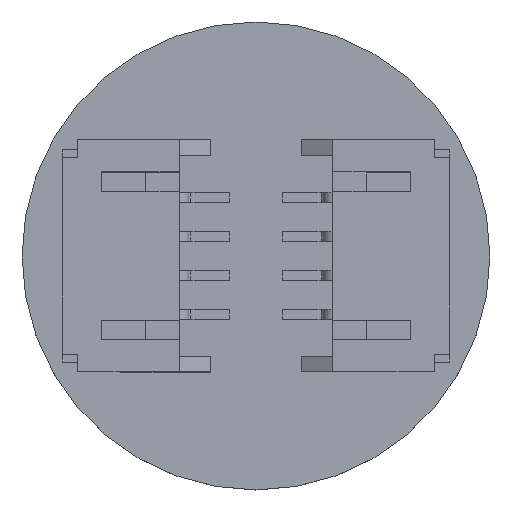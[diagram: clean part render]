
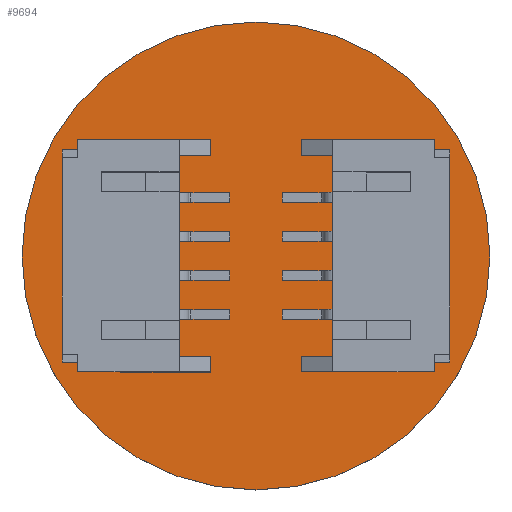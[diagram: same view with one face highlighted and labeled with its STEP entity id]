
A CAD part, top view. The second image highlights one B-rep face of the part: STEP entity #9694.
In plain terms, the highlighted planar face has unit normal (0, 0, 1).
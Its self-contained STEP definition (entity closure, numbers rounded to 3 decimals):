
#105=FACE_BOUND('',#996,.T.);
#106=FACE_BOUND('',#997,.T.);
#107=FACE_BOUND('',#998,.T.);
#108=FACE_BOUND('',#999,.T.);
#109=FACE_BOUND('',#1000,.T.);
#110=FACE_BOUND('',#1001,.T.);
#146=PLANE('',#10271);
#475=FACE_OUTER_BOUND('',#995,.T.);
#995=EDGE_LOOP('',(#6515,#6516));
#996=EDGE_LOOP('',(#6517));
#997=EDGE_LOOP('',(#6518));
#998=EDGE_LOOP('',(#6519));
#999=EDGE_LOOP('',(#6520));
#1000=EDGE_LOOP('',(#6521));
#1001=EDGE_LOOP('',(#6522));
#3650=CIRCLE('',#10250,0.35);
#3652=CIRCLE('',#10253,0.35);
#3654=CIRCLE('',#10256,0.35);
#3656=CIRCLE('',#10259,0.35);
#3658=CIRCLE('',#10262,0.35);
#3660=CIRCLE('',#10265,0.35);
#3661=CIRCLE('',#10267,12.);
#3662=CIRCLE('',#10268,12.);
#4059=VERTEX_POINT('',#14100);
#4061=VERTEX_POINT('',#14106);
#4063=VERTEX_POINT('',#14112);
#4065=VERTEX_POINT('',#14118);
#4067=VERTEX_POINT('',#14124);
#4069=VERTEX_POINT('',#14130);
#4070=VERTEX_POINT('',#14134);
#4071=VERTEX_POINT('',#14135);
#5020=EDGE_CURVE('',#4059,#4059,#3650,.T.);
#5023=EDGE_CURVE('',#4061,#4061,#3652,.T.);
#5026=EDGE_CURVE('',#4063,#4063,#3654,.T.);
#5029=EDGE_CURVE('',#4065,#4065,#3656,.T.);
#5032=EDGE_CURVE('',#4067,#4067,#3658,.T.);
#5035=EDGE_CURVE('',#4069,#4069,#3660,.T.);
#5036=EDGE_CURVE('',#4070,#4071,#3661,.T.);
#5037=EDGE_CURVE('',#4071,#4070,#3662,.T.);
#6515=ORIENTED_EDGE('',*,*,#5036,.T.);
#6516=ORIENTED_EDGE('',*,*,#5037,.T.);
#6517=ORIENTED_EDGE('',*,*,#5020,.T.);
#6518=ORIENTED_EDGE('',*,*,#5023,.T.);
#6519=ORIENTED_EDGE('',*,*,#5026,.T.);
#6520=ORIENTED_EDGE('',*,*,#5029,.T.);
#6521=ORIENTED_EDGE('',*,*,#5032,.T.);
#6522=ORIENTED_EDGE('',*,*,#5035,.T.);
#9694=ADVANCED_FACE('',(#475,#105,#106,#107,#108,#109,#110),#146,.T.);
#10250=AXIS2_PLACEMENT_3D('',#14102,#11189,#11190);
#10253=AXIS2_PLACEMENT_3D('',#14108,#11196,#11197);
#10256=AXIS2_PLACEMENT_3D('',#14114,#11203,#11204);
#10259=AXIS2_PLACEMENT_3D('',#14120,#11210,#11211);
#10262=AXIS2_PLACEMENT_3D('',#14126,#11217,#11218);
#10265=AXIS2_PLACEMENT_3D('',#14132,#11224,#11225);
#10267=AXIS2_PLACEMENT_3D('',#14136,#11228,#11229);
#10268=AXIS2_PLACEMENT_3D('',#14137,#11230,#11231);
#10271=AXIS2_PLACEMENT_3D('',#14143,#11237,#11238);
#11189=DIRECTION('center_axis',(0.,0.,-1.));
#11190=DIRECTION('ref_axis',(1.,0.,0.));
#11196=DIRECTION('center_axis',(0.,0.,-1.));
#11197=DIRECTION('ref_axis',(1.,0.,0.));
#11203=DIRECTION('center_axis',(0.,0.,-1.));
#11204=DIRECTION('ref_axis',(1.,0.,0.));
#11210=DIRECTION('center_axis',(0.,0.,-1.));
#11211=DIRECTION('ref_axis',(1.,0.,0.));
#11217=DIRECTION('center_axis',(0.,0.,-1.));
#11218=DIRECTION('ref_axis',(1.,0.,0.));
#11224=DIRECTION('center_axis',(0.,0.,-1.));
#11225=DIRECTION('ref_axis',(1.,0.,0.));
#11228=DIRECTION('center_axis',(0.,0.,1.));
#11229=DIRECTION('ref_axis',(-1.,0.,0.));
#11230=DIRECTION('center_axis',(0.,0.,1.));
#11231=DIRECTION('ref_axis',(-1.,0.,0.));
#11237=DIRECTION('center_axis',(0.,0.,1.));
#11238=DIRECTION('ref_axis',(1.,0.,0.));
#14100=CARTESIAN_POINT('',(-5.35,-1.,1.586));
#14102=CARTESIAN_POINT('Origin',(-5.,-1.,1.586));
#14106=CARTESIAN_POINT('',(-5.35,1.,1.586));
#14108=CARTESIAN_POINT('Origin',(-5.,1.,1.586));
#14112=CARTESIAN_POINT('',(4.65,3.,1.586));
#14114=CARTESIAN_POINT('Origin',(5.,3.,1.586));
#14118=CARTESIAN_POINT('',(4.65,-1.,1.586));
#14120=CARTESIAN_POINT('Origin',(5.,-1.,1.586));
#14124=CARTESIAN_POINT('',(4.65,-3.,1.586));
#14126=CARTESIAN_POINT('Origin',(5.,-3.,1.586));
#14130=CARTESIAN_POINT('',(-5.35,-3.,1.586));
#14132=CARTESIAN_POINT('Origin',(-5.,-3.,1.586));
#14134=CARTESIAN_POINT('',(0.,12.,1.586));
#14135=CARTESIAN_POINT('',(12.,0.,1.586));
#14136=CARTESIAN_POINT('Origin',(0.,0.,1.586));
#14137=CARTESIAN_POINT('Origin',(0.,0.,1.586));
#14143=CARTESIAN_POINT('Origin',(0.,0.,1.586));
